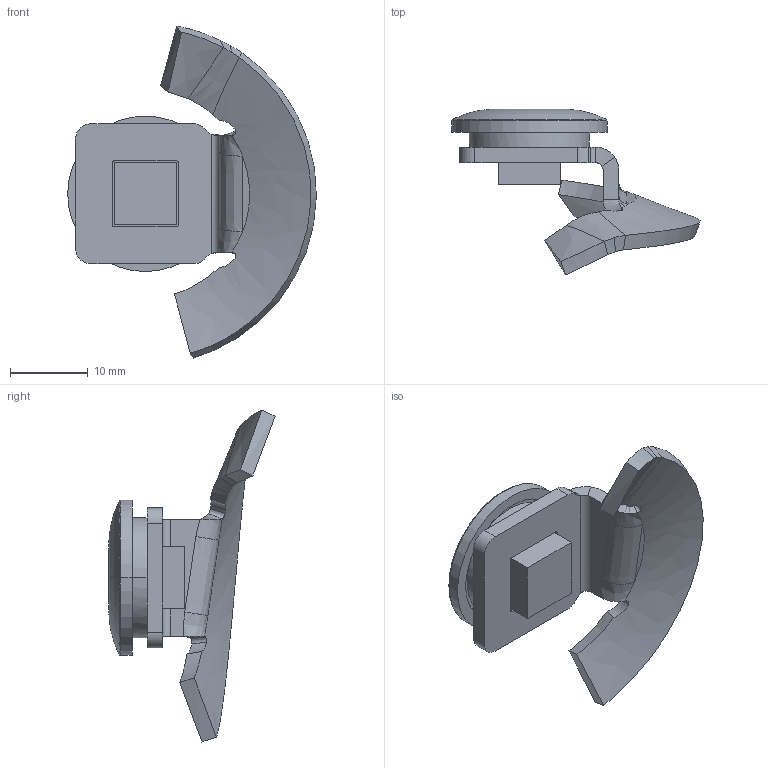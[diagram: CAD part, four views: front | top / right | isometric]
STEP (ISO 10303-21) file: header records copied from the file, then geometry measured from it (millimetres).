
FILE_DESCRIPTION (( 'STEP AP214' ), '1' );
FILE_NAME ('6065012.stp', '2018-10-12T12:18:12', ( '' ), ( '' ), 'SwSTEP 2.0', 'SolidWorks 2018', '' );
FILE_SCHEMA (( 'AUTOMOTIVE_DESIGN' ));
Length unit declared in the file: millimetre
Products named in the file (3): 109905_quadratisch; 099600_Standard; 6065012
Assembly tree (2 placements, depth 2):
  6065012
    099600_Standard
    109905_quadratisch
Bounding box: 31.98 x 21.36 x 42.69 mm (x, y, z)
Volume: 2984.7 mm3; surface area: 3030.5 mm2
Topology: 2 solids, 2 shells, 111 faces, 293 edges, 187 vertices
Faces by surface type: plane 45, bspline 34, cone 16, cylinder 12, torus 4
Entity records: 5388 total; most frequent: CARTESIAN_POINT 2859, ORIENTED_EDGE 582, DIRECTION 394, EDGE_CURVE 291, VERTEX_POINT 187, AXIS2_PLACEMENT_3D 151, B_SPLINE_CURVE_WITH_KNOTS 124, EDGE_LOOP 116
